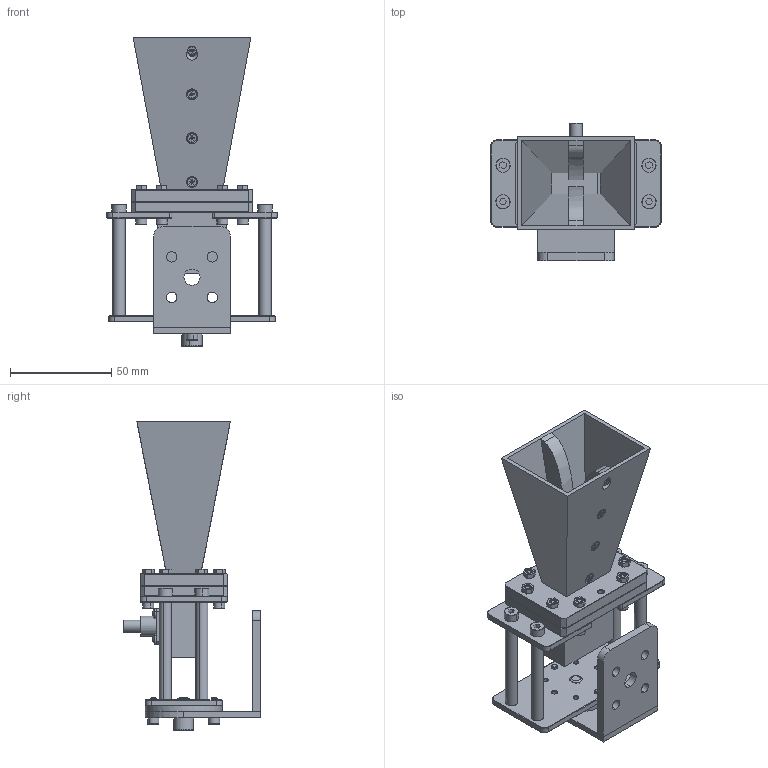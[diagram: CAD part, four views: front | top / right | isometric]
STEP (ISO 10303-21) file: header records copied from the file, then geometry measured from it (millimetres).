
FILE_DESCRIPTION (( 'STEP AP214' ), '1' );
FILE_NAME ('FMWAN1159_3D.step', '2024-04-29T20:50:53', ( '' ), ( '' ), 'SwSTEP 2.0', 'SolidWorks 2022', '' );
FILE_SCHEMA (( 'AUTOMOTIVE_DESIGN' ));
Length unit declared in the file: inch
Products named in the file (35): 1159 ____^___________MOUNTING BRACKET-1159; 1159 3D drawing21^1159 3D drawing(2)_FMWAN1159; 1159 ________^___________MOUNTING BRACKET-1159; GB__T70__1-2000________________M6__10^MOUNTING BRACKET-1159; 1159 3D drawing9^1159 3D drawing(2)_FMWAN1159; GB__T70__1-2000________________M4__8^___________MOUNTING BRACKET-1159; 1159 3D drawing6^1159 3D drawing(2)_FMWAN1159; cross recessed countersunk head screws gb2_GB_CROSS_SCREWS_TYPE10 M4X8-5.3-H1-N^___________MOUNTING BRACKET-1159; Copy of 1159 3D drawing30^FMWAN1159; 1159 3D drawing15^1159 3D drawing(2)_FMWAN1159; __________^MOUNTING BRACKET-1159; 1159 3D drawing22^1159 3D drawing(2)_FMWAN1159; 1159 3D drawing27^1159 3D drawing(2)_FMWAN1159; 1159 3D drawing(2)^FMWAN1159; GB__T70__1-2000________________M3__10^MOUNTING BRACKET-1159; 1159 3D drawing8^1159 3D drawing(2)_FMWAN1159; 1159 3D drawing23^1159 3D drawing(2)_FMWAN1159; 1159 L________-2^1159 L_____MOUNTING BRACKET-1159; 1159 3D drawing48^1159 3D drawing(2)_FMWAN1159; 1159 3D drawing36^1159 3D drawing(2)_FMWAN1159; 1159 3D drawing12^1159 3D drawing(2)_FMWAN1159; 1159 L________^1159 L_____MOUNTING BRACKET-1159; 1159 3D drawing2^1159 3D drawing(2)_FMWAN1159; 1159 3D drawing44^1159 3D drawing(2)_FMWAN1159; 1159 3D drawing1^1159 3D drawing(2)_FMWAN1159; GB__T819__1-2000______________M1__6__8^1159 L_____MOUNTING BRACKET-1159; 1159 3D drawing16^1159 3D drawing(2)_FMWAN1159; 1159 ______^___________MOUNTING BRACKET-1159; MOUNTING BRACKET-1159; 1159 3D drawing18^1159 3D drawing(2)_FMWAN1159; 1159 L____^MOUNTING BRACKET-1159; 1159 3D drawing49^1159 3D drawing(2)_FMWAN1159; Copy of 1159 3D drawing41^FMWAN1159; 1159 3D drawing29^1159 3D drawing(2)_FMWAN1159; FMWAN1159_3D
Assembly tree (65 placements, depth 4):
  FMWAN1159_3D
    1159 3D drawing(2)^FMWAN1159
      1159 3D drawing1^1159 3D drawing(2)_FMWAN1159
      1159 3D drawing2^1159 3D drawing(2)_FMWAN1159
      1159 3D drawing6^1159 3D drawing(2)_FMWAN1159
      1159 3D drawing8^1159 3D drawing(2)_FMWAN1159
      1159 3D drawing9^1159 3D drawing(2)_FMWAN1159
      1159 3D drawing12^1159 3D drawing(2)_FMWAN1159
      1159 3D drawing15^1159 3D drawing(2)_FMWAN1159
      1159 3D drawing16^1159 3D drawing(2)_FMWAN1159
      1159 3D drawing18^1159 3D drawing(2)_FMWAN1159
      1159 3D drawing21^1159 3D drawing(2)_FMWAN1159
      1159 3D drawing22^1159 3D drawing(2)_FMWAN1159  x3
      1159 3D drawing23^1159 3D drawing(2)_FMWAN1159
      1159 3D drawing27^1159 3D drawing(2)_FMWAN1159
      1159 3D drawing29^1159 3D drawing(2)_FMWAN1159
      1159 3D drawing36^1159 3D drawing(2)_FMWAN1159
      1159 3D drawing44^1159 3D drawing(2)_FMWAN1159
      1159 3D drawing48^1159 3D drawing(2)_FMWAN1159
      1159 3D drawing49^1159 3D drawing(2)_FMWAN1159  x3
    MOUNTING BRACKET-1159
      1159 L____^MOUNTING BRACKET-1159
        1159 L________^1159 L_____MOUNTING BRACKET-1159
        GB__T819__1-2000______________M1__6__8^1159 L_____MOUNTING BRACKET-1159  x3
        1159 L________-2^1159 L_____MOUNTING BRACKET-1159
      __________^MOUNTING BRACKET-1159
        1159 ______^___________MOUNTING BRACKET-1159
        1159 ____^___________MOUNTING BRACKET-1159  x4
        1159 ________^___________MOUNTING BRACKET-1159  x2
        cross recessed countersunk head screws gb2_GB_CROSS_SCREWS_TYPE10 M4X8-5.3-H1-N^___________MOUNTING BRACKET-1159  x4
        GB__T70__1-2000________________M4__8^___________MOUNTING BRACKET-1159  x4
      GB__T70__1-2000________________M6__10^MOUNTING BRACKET-1159
      GB__T70__1-2000________________M3__10^MOUNTING BRACKET-1159  x2
    Copy of 1159 3D drawing41^FMWAN1159  x8
    Copy of 1159 3D drawing30^FMWAN1159  x8
Bounding box: 84 x 67.75 x 152 mm (x, y, z)
Volume: 117791.4 mm3; surface area: 73010.3 mm2
Topology: 61 solids, 65 shells, 2013 faces, 4544 edges, 2733 vertices
Faces by surface type: plane 862, cone 548, cylinder 498, torus 95, sphere 8, bspline 2
Full cylindrical faces by diameter (mm): 1.25 x9, 1.386 x3, 1.6 x3, 1.7 x4, 1.8 x6, 2.05 x12, 2.9 x8, 3 x9, 3.2 x20, 6 x1, 10 x1
Entity records: 34977 total; most frequent: DIRECTION 6126, CARTESIAN_POINT 5946, ORIENTED_EDGE 5086, EDGE_CURVE 2543, AXIS2_PLACEMENT_3D 2332, VERTEX_POINT 1615, EDGE_LOOP 1568, VECTOR 1462
